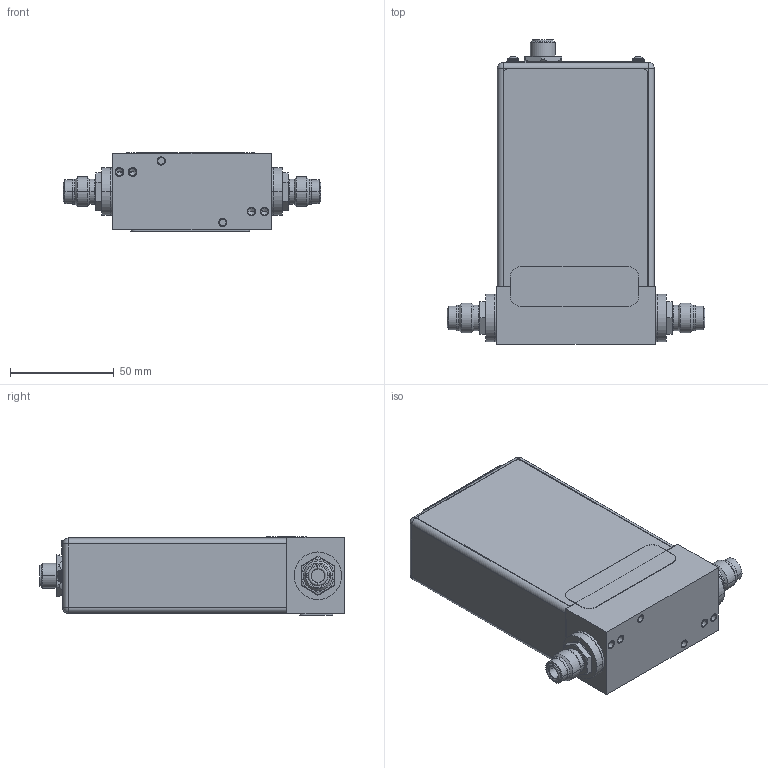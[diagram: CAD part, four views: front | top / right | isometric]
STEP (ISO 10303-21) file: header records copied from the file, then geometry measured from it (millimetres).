
FILE_DESCRIPTION((''),'2;1');
FILE_NAME('1054200_DNET_OUTLINE_ASM','2014-12-10T',('cockrofm'),(''),'PRO/ENGINEER BY PARAMETRIC TECHNOLOGY CORPORATION, 2011490','PRO/ENGINEER BY PARAMETRIC TECHNOLOGY CORPORATION, 2011490','');
FILE_SCHEMA(('CONFIG_CONTROL_DESIGN'));
Length unit declared in the file: inch
Products named in the file (17): 1052409_FLOWBODY; 1052683_FITTING-4VCR; PLUG_P_9_ASSY_AS_MOLDED_ANY_ASM; 1053221-001_P9_ARMATURE_ASSEMBL_ASM; 1053221-001_P9_ARMATURE_REV3_ASM; 1011702-002_4-40_PAN-HD-SEMS; 1042639-001_FRT; 1042450_ENCLOSURE; 119937-P9_SMALL-SINGLE; 122676; 1043970_LABEL_TOP_DNET; 1043857_LABEL; 119937-P9_LARGE-SINGLE; 1032904_DNET-CONN; 133675_DNET_CONN_NUT; 1038688_CONN_RJ45; 1054200_DNET_OUTLINE_ASM
Assembly tree (18 placements, depth 4):
  1054200_DNET_OUTLINE_ASM
    1052409_FLOWBODY
    1052683_FITTING-4VCR  x2
    1053221-001_P9_ARMATURE_REV3_ASM
      1053221-001_P9_ARMATURE_ASSEMBL_ASM
        PLUG_P_9_ASSY_AS_MOLDED_ANY_ASM
    1011702-002_4-40_PAN-HD-SEMS  x2
    1042639-001_FRT
    1042450_ENCLOSURE
    119937-P9_SMALL-SINGLE
    122676
    1043970_LABEL_TOP_DNET
    1043857_LABEL
    119937-P9_LARGE-SINGLE
    1032904_DNET-CONN
    133675_DNET_CONN_NUT
    1038688_CONN_RJ45
Bounding box: 123.95 x 146.69 x 37.59 mm (x, y, z)
Volume: 103580.3 mm3; surface area: 115153.6 mm2
Topology: 15 solids, 27 shells, 610 faces, 1440 edges, 910 vertices
Faces by surface type: plane 243, cylinder 231, cone 64, bspline 40, torus 24, sphere 8
Entity records: 15344 total; most frequent: CARTESIAN_POINT 3139, DIRECTION 2652, ORIENTED_EDGE 2288, EDGE_CURVE 1168, AXIS2_PLACEMENT_3D 1029, VERTEX_POINT 758, VECTOR 594, LINE 594
